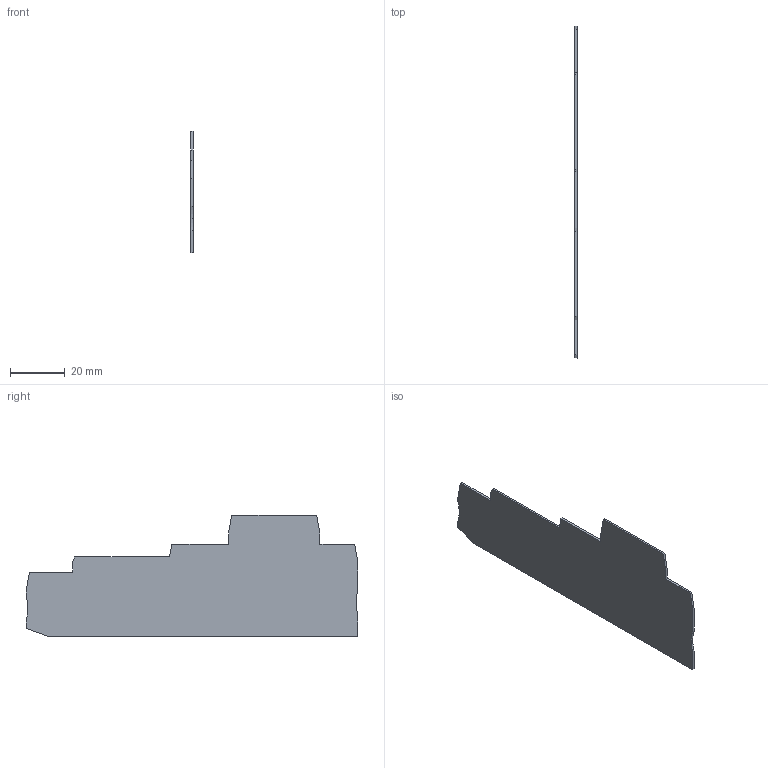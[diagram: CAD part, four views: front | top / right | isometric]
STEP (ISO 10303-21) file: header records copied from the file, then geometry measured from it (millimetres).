
FILE_DESCRIPTION(/* description */ ('Alibre Inc.'),/* implementation_level */ '2;1');
FILE_NAME(/* name */ 'export-F477D583-3FEF-4F92-800D-A357C083ECA2',/* time_stamp */ '2024-03-26T21:47:20+01:00',/* author */ (''),/* organization */ (''),/* preprocessor_version */ 'ST-DEVELOPER v17',/* originating_system */ 'Alibre',/* authorisation */ '');
FILE_SCHEMA (('AUTOMOTIVE_DESIGN'));
Length unit declared in the file: millimetre
Products named in the file (1): D_PTIO_1.5_S_5-select
Bounding box: 0.8 x 121.7 x 44.4 mm (x, y, z)
Volume: 3273.2 mm3; surface area: 8442.5 mm2
Topology: 1 solids, 1 shells, 25 faces, 69 edges, 46 vertices
Faces by surface type: plane 22, cylinder 3
Entity records: 772 total; most frequent: ORIENTED_EDGE 138, CARTESIAN_POINT 138, DIRECTION 99, EDGE_CURVE 69, VECTOR 63, LINE 63, VERTEX_POINT 46, AXIS2_PLACEMENT_3D 29
